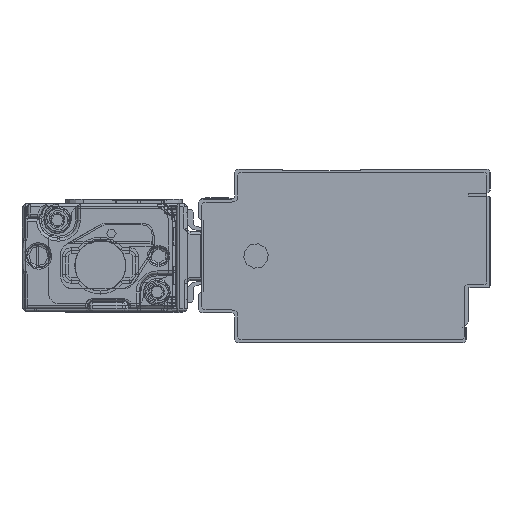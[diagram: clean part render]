
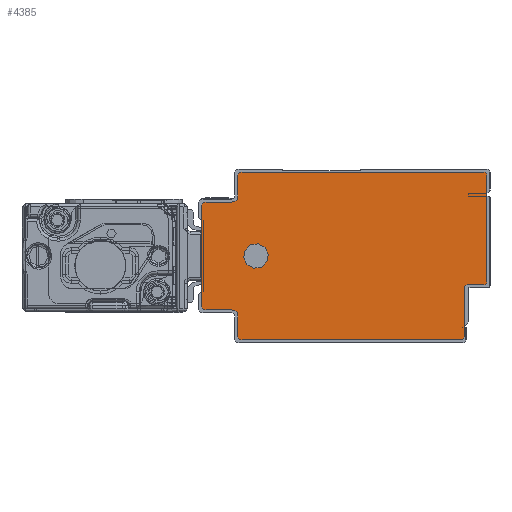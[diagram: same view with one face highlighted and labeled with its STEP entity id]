
A CAD part, left-side view. The second image highlights one B-rep face of the part: STEP entity #4385.
In plain terms, the highlighted planar face has unit normal (-1, 0, 0).
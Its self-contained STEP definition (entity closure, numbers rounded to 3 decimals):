
#1847=AXIS2_PLACEMENT_3D('Circle Axis2P3D',#1845,#1846,$) ;
#1885=AXIS2_PLACEMENT_3D('Circle Axis2P3D',#1883,#1884,$) ;
#1923=AXIS2_PLACEMENT_3D('Circle Axis2P3D',#1921,#1922,$) ;
#1961=AXIS2_PLACEMENT_3D('Circle Axis2P3D',#1959,#1960,$) ;
#4255=AXIS2_PLACEMENT_3D('Circle Axis2P3D',#4253,#4254,$) ;
#4275=AXIS2_PLACEMENT_3D('Plane Axis2P3D',#4272,#4273,#4274) ;
#4279=AXIS2_PLACEMENT_3D('Circle Axis2P3D',#4277,#4278,$) ;
#4293=AXIS2_PLACEMENT_3D('Circle Axis2P3D',#4291,#4292,$) ;
#4307=AXIS2_PLACEMENT_3D('Circle Axis2P3D',#4305,#4306,$) ;
#4321=AXIS2_PLACEMENT_3D('Circle Axis2P3D',#4319,#4320,$) ;
#4335=AXIS2_PLACEMENT_3D('Circle Axis2P3D',#4333,#4334,$) ;
#4369=AXIS2_PLACEMENT_3D('Circle Axis2P3D',#4367,#4368,$) ;
#4378=AXIS2_PLACEMENT_3D('Circle Axis2P3D',#4376,#4377,$) ;
#1803=CARTESIAN_POINT('Line Origine',(-3175.5,-3.5,19.1)) ;
#1807=CARTESIAN_POINT('Vertex',(-3175.5,-3.5,28.)) ;
#1809=CARTESIAN_POINT('Vertex',(-3175.5,-3.5,10.2)) ;
#1845=CARTESIAN_POINT('Axis2P3D Location',(-3175.5,-3.,28.)) ;
#1849=CARTESIAN_POINT('Vertex',(-3175.5,-3.,28.5)) ;
#1864=CARTESIAN_POINT('Line Origine',(-3175.5,17.25,28.5)) ;
#1868=CARTESIAN_POINT('Vertex',(-3175.5,37.5,28.5)) ;
#1883=CARTESIAN_POINT('Axis2P3D Location',(-3175.5,37.5,28.)) ;
#1887=CARTESIAN_POINT('Vertex',(-3175.5,38.,28.)) ;
#1902=CARTESIAN_POINT('Line Origine',(-3175.5,38.,26.25)) ;
#1906=CARTESIAN_POINT('Vertex',(-3175.5,38.,24.5)) ;
#1921=CARTESIAN_POINT('Axis2P3D Location',(-3175.5,39.,24.5)) ;
#1925=CARTESIAN_POINT('Vertex',(-3175.5,39.,23.5)) ;
#1940=CARTESIAN_POINT('Line Origine',(-3175.5,41.25,23.5)) ;
#1944=CARTESIAN_POINT('Vertex',(-3175.5,43.5,23.5)) ;
#1959=CARTESIAN_POINT('Axis2P3D Location',(-3175.5,43.5,23.)) ;
#1963=CARTESIAN_POINT('Vertex',(-3175.5,44.,23.)) ;
#1978=CARTESIAN_POINT('Line Origine',(-3175.5,44.,14.5)) ;
#1982=CARTESIAN_POINT('Vertex',(-3175.5,44.,6.)) ;
#4253=CARTESIAN_POINT('Axis2P3D Location',(-3175.5,-3.,10.2)) ;
#4257=CARTESIAN_POINT('Vertex',(-3175.5,-3.,9.7)) ;
#4272=CARTESIAN_POINT('Axis2P3D Location',(-3175.5,0.,0.)) ;
#4277=CARTESIAN_POINT('Axis2P3D Location',(-3175.5,43.5,6.)) ;
#4281=CARTESIAN_POINT('Vertex',(-3175.5,43.5,5.5)) ;
#4284=CARTESIAN_POINT('Line Origine',(-3175.5,41.25,5.5)) ;
#4288=CARTESIAN_POINT('Vertex',(-3175.5,39.,5.5)) ;
#4291=CARTESIAN_POINT('Axis2P3D Location',(-3175.5,39.,4.5)) ;
#4295=CARTESIAN_POINT('Vertex',(-3175.5,38.,4.5)) ;
#4298=CARTESIAN_POINT('Line Origine',(-3175.5,38.,2.75)) ;
#4302=CARTESIAN_POINT('Vertex',(-3175.5,38.,1.)) ;
#4305=CARTESIAN_POINT('Axis2P3D Location',(-3175.5,37.5,1.)) ;
#4309=CARTESIAN_POINT('Vertex',(-3175.5,37.5,0.5)) ;
#4312=CARTESIAN_POINT('Line Origine',(-3175.5,19.15,0.5)) ;
#4316=CARTESIAN_POINT('Vertex',(-3175.5,0.8,0.5)) ;
#4319=CARTESIAN_POINT('Axis2P3D Location',(-3175.5,0.8,1.)) ;
#4323=CARTESIAN_POINT('Vertex',(-3175.5,0.3,1.)) ;
#4326=CARTESIAN_POINT('Line Origine',(-3175.5,0.3,5.1)) ;
#4330=CARTESIAN_POINT('Vertex',(-3175.5,0.3,9.2)) ;
#4333=CARTESIAN_POINT('Axis2P3D Location',(-3175.5,-0.2,9.2)) ;
#4337=CARTESIAN_POINT('Vertex',(-3175.5,-0.2,9.7)) ;
#4340=CARTESIAN_POINT('Line Origine',(-3175.5,-1.6,9.7)) ;
#4367=CARTESIAN_POINT('Axis2P3D Location',(-3175.5,35.,14.5)) ;
#4371=CARTESIAN_POINT('Vertex',(-3175.5,33.186,13.509)) ;
#4373=CARTESIAN_POINT('Vertex',(-3175.5,36.814,15.491)) ;
#4376=CARTESIAN_POINT('Axis2P3D Location',(-3175.5,35.,14.5)) ;
#1804=DIRECTION('Vector Direction',(0.,0.,-1.)) ;
#1846=DIRECTION('Axis2P3D Direction',(1.,0.,0.)) ;
#1865=DIRECTION('Vector Direction',(0.,1.,0.)) ;
#1884=DIRECTION('Axis2P3D Direction',(1.,0.,0.)) ;
#1903=DIRECTION('Vector Direction',(0.,0.,1.)) ;
#1922=DIRECTION('Axis2P3D Direction',(1.,0.,0.)) ;
#1941=DIRECTION('Vector Direction',(0.,1.,0.)) ;
#1960=DIRECTION('Axis2P3D Direction',(1.,0.,0.)) ;
#1979=DIRECTION('Vector Direction',(0.,0.,1.)) ;
#4254=DIRECTION('Axis2P3D Direction',(1.,0.,0.)) ;
#4273=DIRECTION('Axis2P3D Direction',(1.,0.,0.)) ;
#4274=DIRECTION('Axis2P3D XDirection',(0.,1.,0.)) ;
#4278=DIRECTION('Axis2P3D Direction',(1.,0.,0.)) ;
#4285=DIRECTION('Vector Direction',(0.,-1.,0.)) ;
#4292=DIRECTION('Axis2P3D Direction',(1.,0.,0.)) ;
#4299=DIRECTION('Vector Direction',(0.,0.,1.)) ;
#4306=DIRECTION('Axis2P3D Direction',(1.,0.,0.)) ;
#4313=DIRECTION('Vector Direction',(0.,-1.,0.)) ;
#4320=DIRECTION('Axis2P3D Direction',(1.,0.,0.)) ;
#4327=DIRECTION('Vector Direction',(0.,0.,-1.)) ;
#4334=DIRECTION('Axis2P3D Direction',(1.,0.,0.)) ;
#4341=DIRECTION('Vector Direction',(0.,1.,0.)) ;
#4368=DIRECTION('Axis2P3D Direction',(1.,0.,0.)) ;
#4377=DIRECTION('Axis2P3D Direction',(1.,0.,0.)) ;
#1805=VECTOR('Line Direction',#1804,1.) ;
#1866=VECTOR('Line Direction',#1865,1.) ;
#1904=VECTOR('Line Direction',#1903,1.) ;
#1942=VECTOR('Line Direction',#1941,1.) ;
#1980=VECTOR('Line Direction',#1979,1.) ;
#4286=VECTOR('Line Direction',#4285,1.) ;
#4300=VECTOR('Line Direction',#4299,1.) ;
#4314=VECTOR('Line Direction',#4313,1.) ;
#4328=VECTOR('Line Direction',#4327,1.) ;
#4342=VECTOR('Line Direction',#4341,1.) ;
#4346=ORIENTED_EDGE('',*,*,#1870,.F.) ;
#4347=ORIENTED_EDGE('',*,*,#1889,.F.) ;
#4348=ORIENTED_EDGE('',*,*,#1908,.F.) ;
#4349=ORIENTED_EDGE('',*,*,#1927,.F.) ;
#4350=ORIENTED_EDGE('',*,*,#1946,.F.) ;
#4351=ORIENTED_EDGE('',*,*,#1965,.F.) ;
#4352=ORIENTED_EDGE('',*,*,#1984,.F.) ;
#4353=ORIENTED_EDGE('',*,*,#4283,.F.) ;
#4354=ORIENTED_EDGE('',*,*,#4290,.F.) ;
#4355=ORIENTED_EDGE('',*,*,#4297,.F.) ;
#4356=ORIENTED_EDGE('',*,*,#4304,.F.) ;
#4357=ORIENTED_EDGE('',*,*,#4311,.F.) ;
#4358=ORIENTED_EDGE('',*,*,#4318,.F.) ;
#4359=ORIENTED_EDGE('',*,*,#4325,.F.) ;
#4360=ORIENTED_EDGE('',*,*,#4332,.F.) ;
#4361=ORIENTED_EDGE('',*,*,#4339,.F.) ;
#4362=ORIENTED_EDGE('',*,*,#4344,.F.) ;
#4363=ORIENTED_EDGE('',*,*,#4259,.F.) ;
#4364=ORIENTED_EDGE('',*,*,#1811,.F.) ;
#4365=ORIENTED_EDGE('',*,*,#1851,.F.) ;
#4382=ORIENTED_EDGE('',*,*,#4375,.T.) ;
#4383=ORIENTED_EDGE('',*,*,#4380,.T.) ;
#4384=FACE_BOUND('',#4381,.T.) ;
#4385=ADVANCED_FACE('\X2\FF8EFF9EFF83FF9EFF68FF70\X0\.2',(#4366,#4384),#4276,.F.) ;
#1848=CIRCLE('generated circle',#1847,0.5) ;
#1886=CIRCLE('generated circle',#1885,0.5) ;
#1924=CIRCLE('generated circle',#1923,1.) ;
#1962=CIRCLE('generated circle',#1961,0.5) ;
#4256=CIRCLE('generated circle',#4255,0.5) ;
#4280=CIRCLE('generated circle',#4279,0.5) ;
#4294=CIRCLE('generated circle',#4293,1.) ;
#4308=CIRCLE('generated circle',#4307,0.5) ;
#4322=CIRCLE('generated circle',#4321,0.5) ;
#4336=CIRCLE('generated circle',#4335,0.5) ;
#4370=CIRCLE('generated circle',#4369,2.067) ;
#4379=CIRCLE('generated circle',#4378,2.067) ;
#1811=EDGE_CURVE('',#1808,#1810,#1806,.T.) ;
#1851=EDGE_CURVE('',#1850,#1808,#1848,.T.) ;
#1870=EDGE_CURVE('',#1869,#1850,#1867,.F.) ;
#1889=EDGE_CURVE('',#1888,#1869,#1886,.T.) ;
#1908=EDGE_CURVE('',#1907,#1888,#1905,.T.) ;
#1927=EDGE_CURVE('',#1926,#1907,#1924,.F.) ;
#1946=EDGE_CURVE('',#1945,#1926,#1943,.F.) ;
#1965=EDGE_CURVE('',#1964,#1945,#1962,.T.) ;
#1984=EDGE_CURVE('',#1983,#1964,#1981,.T.) ;
#4259=EDGE_CURVE('',#1810,#4258,#4256,.T.) ;
#4283=EDGE_CURVE('',#4282,#1983,#4280,.T.) ;
#4290=EDGE_CURVE('',#4289,#4282,#4287,.F.) ;
#4297=EDGE_CURVE('',#4296,#4289,#4294,.F.) ;
#4304=EDGE_CURVE('',#4303,#4296,#4301,.T.) ;
#4311=EDGE_CURVE('',#4310,#4303,#4308,.T.) ;
#4318=EDGE_CURVE('',#4317,#4310,#4315,.F.) ;
#4325=EDGE_CURVE('',#4324,#4317,#4322,.T.) ;
#4332=EDGE_CURVE('',#4331,#4324,#4329,.T.) ;
#4339=EDGE_CURVE('',#4338,#4331,#4336,.F.) ;
#4344=EDGE_CURVE('',#4258,#4338,#4343,.T.) ;
#4375=EDGE_CURVE('',#4372,#4374,#4370,.T.) ;
#4380=EDGE_CURVE('',#4374,#4372,#4379,.T.) ;
#4345=EDGE_LOOP('',(#4346,#4347,#4348,#4349,#4350,#4351,#4352,#4353,#4354,#4355,#4356,#4357,#4358,#4359,#4360,#4361,#4362,#4363,#4364,#4365)) ;
#4381=EDGE_LOOP('',(#4382,#4383)) ;
#4366=FACE_OUTER_BOUND('',#4345,.T.) ;
#1806=LINE('Line',#1803,#1805) ;
#1867=LINE('Line',#1864,#1866) ;
#1905=LINE('Line',#1902,#1904) ;
#1943=LINE('Line',#1940,#1942) ;
#1981=LINE('Line',#1978,#1980) ;
#4287=LINE('Line',#4284,#4286) ;
#4301=LINE('Line',#4298,#4300) ;
#4315=LINE('Line',#4312,#4314) ;
#4329=LINE('Line',#4326,#4328) ;
#4343=LINE('Line',#4340,#4342) ;
#4276=PLANE('Plane',#4275) ;
#1808=VERTEX_POINT('',#1807) ;
#1810=VERTEX_POINT('',#1809) ;
#1850=VERTEX_POINT('',#1849) ;
#1869=VERTEX_POINT('',#1868) ;
#1888=VERTEX_POINT('',#1887) ;
#1907=VERTEX_POINT('',#1906) ;
#1926=VERTEX_POINT('',#1925) ;
#1945=VERTEX_POINT('',#1944) ;
#1964=VERTEX_POINT('',#1963) ;
#1983=VERTEX_POINT('',#1982) ;
#4258=VERTEX_POINT('',#4257) ;
#4282=VERTEX_POINT('',#4281) ;
#4289=VERTEX_POINT('',#4288) ;
#4296=VERTEX_POINT('',#4295) ;
#4303=VERTEX_POINT('',#4302) ;
#4310=VERTEX_POINT('',#4309) ;
#4317=VERTEX_POINT('',#4316) ;
#4324=VERTEX_POINT('',#4323) ;
#4331=VERTEX_POINT('',#4330) ;
#4338=VERTEX_POINT('',#4337) ;
#4372=VERTEX_POINT('',#4371) ;
#4374=VERTEX_POINT('',#4373) ;
